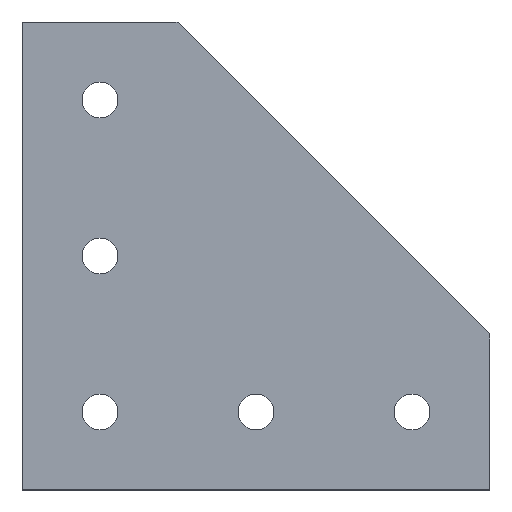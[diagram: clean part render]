
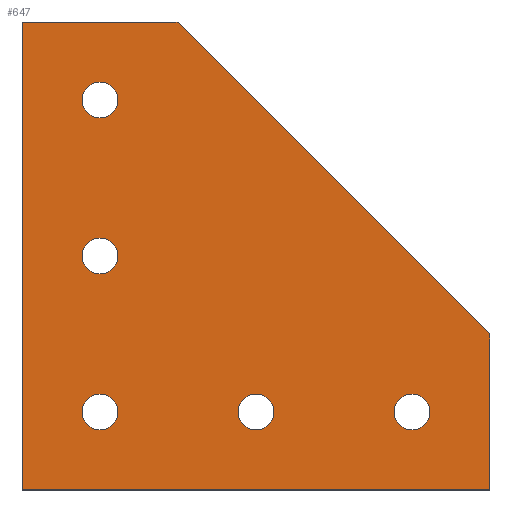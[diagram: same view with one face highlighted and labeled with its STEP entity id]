
A CAD part, top view. The second image highlights one B-rep face of the part: STEP entity #647.
In plain terms, the highlighted planar face has unit normal (0, 0, 1).
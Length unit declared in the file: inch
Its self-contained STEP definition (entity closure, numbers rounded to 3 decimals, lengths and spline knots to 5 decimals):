
#137=CARTESIAN_POINT('',(2.82813,0.0,0.25));
#138=VERTEX_POINT('',#137);
#154=CARTESIAN_POINT('',(3.17188,0.,0.25));
#155=VERTEX_POINT('',#154);
#162=CARTESIAN_POINT('',(3.0,0.,0.25));
#163=DIRECTION('',(0.0,0.0,-1.0));
#164=DIRECTION('',(-1.0,0.0,0.0));
#165=AXIS2_PLACEMENT_3D('',#162,#163,#164);
#166=CIRCLE('',#165,0.17188);
#167=EDGE_CURVE('',#138,#155,#166,.T.);
#179=CARTESIAN_POINT('',(1.32813,0.0,0.25));
#180=VERTEX_POINT('',#179);
#196=CARTESIAN_POINT('',(1.67188,0.,0.25));
#197=VERTEX_POINT('',#196);
#204=CARTESIAN_POINT('',(1.5,0.,0.25));
#205=DIRECTION('',(0.0,0.0,-1.0));
#206=DIRECTION('',(-1.0,0.0,0.0));
#207=AXIS2_PLACEMENT_3D('',#204,#205,#206);
#208=CIRCLE('',#207,0.17188);
#209=EDGE_CURVE('',#180,#197,#208,.T.);
#221=CARTESIAN_POINT('',(-0.17188,0.0,0.25));
#222=VERTEX_POINT('',#221);
#238=CARTESIAN_POINT('',(0.17188,0.,0.25));
#239=VERTEX_POINT('',#238);
#246=CARTESIAN_POINT('',(0.0,0.,0.25));
#247=DIRECTION('',(0.0,0.0,-1.0));
#248=DIRECTION('',(-1.0,0.0,0.0));
#249=AXIS2_PLACEMENT_3D('',#246,#247,#248);
#250=CIRCLE('',#249,0.17188);
#251=EDGE_CURVE('',#222,#239,#250,.T.);
#263=CARTESIAN_POINT('',(-0.17188,1.5,0.25));
#264=VERTEX_POINT('',#263);
#280=CARTESIAN_POINT('',(0.17188,1.5,0.25));
#281=VERTEX_POINT('',#280);
#288=CARTESIAN_POINT('',(0.0,1.5,0.25));
#289=DIRECTION('',(0.0,0.0,-1.0));
#290=DIRECTION('',(-1.0,0.0,0.0));
#291=AXIS2_PLACEMENT_3D('',#288,#289,#290);
#292=CIRCLE('',#291,0.17188);
#293=EDGE_CURVE('',#264,#281,#292,.T.);
#305=CARTESIAN_POINT('',(-0.17188,3.0,0.25));
#306=VERTEX_POINT('',#305);
#322=CARTESIAN_POINT('',(0.17188,3.0,0.25));
#323=VERTEX_POINT('',#322);
#330=CARTESIAN_POINT('',(0.0,3.0,0.25));
#331=DIRECTION('',(0.0,0.0,-1.0));
#332=DIRECTION('',(-1.0,0.0,0.0));
#333=AXIS2_PLACEMENT_3D('',#330,#331,#332);
#334=CIRCLE('',#333,0.17188);
#335=EDGE_CURVE('',#306,#323,#334,.T.);
#346=CARTESIAN_POINT('',(0.0,3.0,0.25));
#347=DIRECTION('',(0.0,0.0,-1.0));
#348=DIRECTION('',(-1.0,0.0,0.0));
#349=AXIS2_PLACEMENT_3D('',#346,#347,#348);
#350=CIRCLE('',#349,0.17188);
#351=EDGE_CURVE('',#323,#306,#350,.T.);
#370=CARTESIAN_POINT('',(0.0,1.5,0.25));
#371=DIRECTION('',(0.0,0.0,-1.0));
#372=DIRECTION('',(-1.0,0.0,0.0));
#373=AXIS2_PLACEMENT_3D('',#370,#371,#372);
#374=CIRCLE('',#373,0.17188);
#375=EDGE_CURVE('',#281,#264,#374,.T.);
#394=CARTESIAN_POINT('',(0.0,0.,0.25));
#395=DIRECTION('',(0.0,0.0,-1.0));
#396=DIRECTION('',(-1.0,0.0,0.0));
#397=AXIS2_PLACEMENT_3D('',#394,#395,#396);
#398=CIRCLE('',#397,0.17188);
#399=EDGE_CURVE('',#239,#222,#398,.T.);
#418=CARTESIAN_POINT('',(1.5,0.,0.25));
#419=DIRECTION('',(0.0,0.0,-1.0));
#420=DIRECTION('',(-1.0,0.0,0.0));
#421=AXIS2_PLACEMENT_3D('',#418,#419,#420);
#422=CIRCLE('',#421,0.17188);
#423=EDGE_CURVE('',#197,#180,#422,.T.);
#442=CARTESIAN_POINT('',(3.0,0.,0.25));
#443=DIRECTION('',(0.0,0.0,-1.0));
#444=DIRECTION('',(-1.0,0.0,0.0));
#445=AXIS2_PLACEMENT_3D('',#442,#443,#444);
#446=CIRCLE('',#445,0.17188);
#447=EDGE_CURVE('',#155,#138,#446,.T.);
#475=CARTESIAN_POINT('',(0.75,3.75,0.25));
#476=VERTEX_POINT('',#475);
#483=CARTESIAN_POINT('',(3.75,0.75,0.25));
#484=VERTEX_POINT('',#483);
#485=CARTESIAN_POINT('',(0.75,3.75,0.25));
#486=DIRECTION('',(0.707,-0.707,0.));
#487=VECTOR('',#486,4.24264);
#488=LINE('',#485,#487);
#489=EDGE_CURVE('',#476,#484,#488,.T.);
#513=CARTESIAN_POINT('',(-0.75,3.75,0.25));
#514=VERTEX_POINT('',#513);
#521=CARTESIAN_POINT('',(-0.75,3.75,0.25));
#522=DIRECTION('',(1.0,0.0,0.0));
#523=VECTOR('',#522,1.5);
#524=LINE('',#521,#523);
#525=EDGE_CURVE('',#514,#476,#524,.T.);
#544=CARTESIAN_POINT('',(-0.75,-0.75,0.25));
#545=VERTEX_POINT('',#544);
#552=CARTESIAN_POINT('',(-0.75,-0.75,0.25));
#553=DIRECTION('',(0.0,1.0,0.0));
#554=VECTOR('',#553,4.5);
#555=LINE('',#552,#554);
#556=EDGE_CURVE('',#545,#514,#555,.T.);
#575=CARTESIAN_POINT('',(3.75,-0.75,0.25));
#576=VERTEX_POINT('',#575);
#583=CARTESIAN_POINT('',(3.75,-0.75,0.25));
#584=DIRECTION('',(-1.0,0.0,0.0));
#585=VECTOR('',#584,4.5);
#586=LINE('',#583,#585);
#587=EDGE_CURVE('',#576,#545,#586,.T.);
#605=CARTESIAN_POINT('',(3.75,0.75,0.25));
#606=DIRECTION('',(0.0,-1.0,0.0));
#607=VECTOR('',#606,1.5);
#608=LINE('',#605,#607);
#609=EDGE_CURVE('',#484,#576,#608,.T.);
#615=CARTESIAN_POINT('',(1.35,1.35,0.25));
#616=DIRECTION('',(0.0,0.0,1.0));
#617=DIRECTION('',(1.0,0.0,0.0));
#618=AXIS2_PLACEMENT_3D('',#615,#616,#617);
#619=PLANE('',#618);
#620=ORIENTED_EDGE('',*,*,#609,.F.);
#621=ORIENTED_EDGE('',*,*,#489,.F.);
#622=ORIENTED_EDGE('',*,*,#525,.F.);
#623=ORIENTED_EDGE('',*,*,#556,.F.);
#624=ORIENTED_EDGE('',*,*,#587,.F.);
#625=EDGE_LOOP('',(#620,#621,#622,#623,#624));
#626=FACE_OUTER_BOUND('',#625,.T.);
#627=ORIENTED_EDGE('',*,*,#335,.T.);
#628=ORIENTED_EDGE('',*,*,#351,.T.);
#629=EDGE_LOOP('',(#627,#628));
#630=FACE_BOUND('',#629,.T.);
#631=ORIENTED_EDGE('',*,*,#293,.T.);
#632=ORIENTED_EDGE('',*,*,#375,.T.);
#633=EDGE_LOOP('',(#631,#632));
#634=FACE_BOUND('',#633,.T.);
#635=ORIENTED_EDGE('',*,*,#251,.T.);
#636=ORIENTED_EDGE('',*,*,#399,.T.);
#637=EDGE_LOOP('',(#635,#636));
#638=FACE_BOUND('',#637,.T.);
#639=ORIENTED_EDGE('',*,*,#209,.T.);
#640=ORIENTED_EDGE('',*,*,#423,.T.);
#641=EDGE_LOOP('',(#639,#640));
#642=FACE_BOUND('',#641,.T.);
#643=ORIENTED_EDGE('',*,*,#167,.T.);
#644=ORIENTED_EDGE('',*,*,#447,.T.);
#645=EDGE_LOOP('',(#643,#644));
#646=FACE_BOUND('',#645,.T.);
#647=ADVANCED_FACE('',(#626,#630,#634,#638,#642,#646),#619,.T.);
